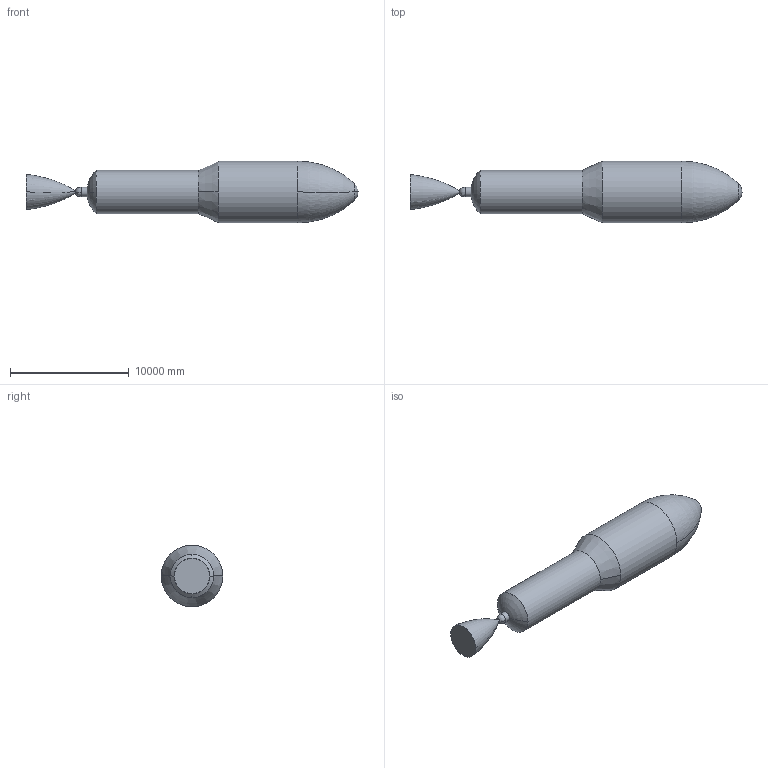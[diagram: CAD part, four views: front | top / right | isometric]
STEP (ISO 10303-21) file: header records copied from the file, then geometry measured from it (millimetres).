
FILE_DESCRIPTION(/* description */ ('STEP AP242','CAx-IF Rec.Pracs.---Representation and Presentation of Product Manufacturing Information (PMI)---4.0---2014-10-13','CAx-IF Rec.Pracs.---3D Tessellated Geometry---0.4---2014-09-14','2;1'),/* implementation_level */ '2;1');
FILE_NAME(/* name */ '6613b197aab5d628b4f25d30',/* time_stamp */ '2024-04-08T08:58:00Z',/* author */ (''),/* organization */ (''),/* preprocessor_version */ 'ST-DEVELOPER v20',/* originating_system */ ' ',/* authorisation */ ' ');
FILE_SCHEMA (('AP242_MANAGED_MODEL_BASED_3D_ENGINEERING_MIM_LF { 1 0 10303 442 1 1 4 }'));
Length unit declared in the file: metre
Products named in the file (2): Part 2; launch_config
Bounding box: 28011.77 x 5200 x 5200 mm (x, y, z)
Volume: 673578119877.1 mm3; surface area: 727831972.4 mm2
Topology: 2 solids, 2 shells, 35 faces, 69 edges, 36 vertices
Faces by surface type: cylinder 9, plane 7, bspline 7, torus 6, sphere 3, cone 3
Full cylindrical faces by diameter (mm): 800 x1, 3660 x1, 5200 x1
Entity records: 17270 total; most frequent: CARTESIAN_POINT 16579, DIRECTION 151, ORIENTED_EDGE 110, AXIS2_PLACEMENT_3D 70, EDGE_CURVE 55, EDGE_LOOP 45, FACE_BOUND 45, CIRCLE 40
